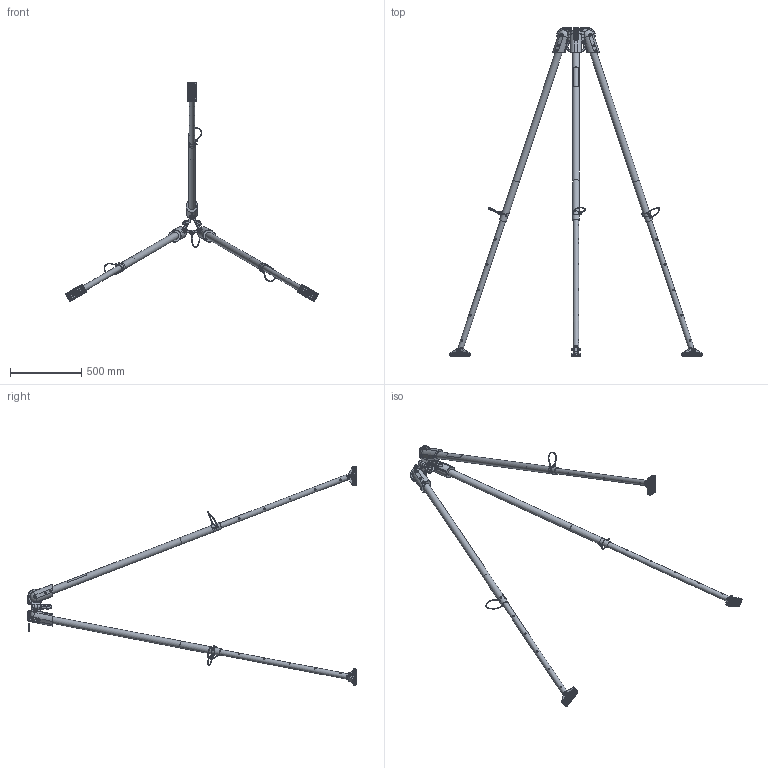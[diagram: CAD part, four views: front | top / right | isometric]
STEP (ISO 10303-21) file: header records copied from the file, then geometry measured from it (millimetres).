
FILE_DESCRIPTION(/* description */ ('GSE230S TRIPOD ASSEMBLY - STANDARD'),/* implementation_level */ '2;1');
FILE_NAME(/* name */ 'GSE230S TRIPOD ASSEMBLY, STANDARD.stp',/* time_stamp */ '2021-08-18T09:59:51+01:00',/* author */ ('Simon.Lewis'),/* organization */ (''),/* preprocessor_version */ 'ST-DEVELOPER v18.1',/* originating_system */ 'Autodesk Inventor 2021',/* authorisation */ '');
FILE_SCHEMA (('AUTOMOTIVE_DESIGN { 1 0 10303 214 3 1 1 }'));
Length unit declared in the file: millimetre
Products named in the file (38): GSE230S; SA230-026; 230-002; 070-13; 230-003; 535-16; 230-009; 230-008; SA230-027; 230-013; 230-032; 230-032 WIRE FOR GSE230 TRIPOD; 210-26; 210-24; 210-25; 230-007; 735-04-1; B200-032; 230-006; 507-10; SA230-025; 230-005; 230-010; 230-011; 230-012; 907-34; 230-004; SA200LAC; 200-15; 230-032_1; 230-032 CRIMP; 230-032 WIRE FOR LAC; D150-162; 200-19; 200-18; D150-05; 230-014; 230-017
Assembly tree (77 placements, depth 5):
  GSE230S
    SA230-026
      230-002  x3
      070-13  x3
      535-16  x6
      230-003  x3
      230-009  x3
      230-008  x2
      SA230-027
        230-013
        D150-162  x2
        230-032
          230-032 CRIMP  x2
          230-032 WIRE FOR GSE230 TRIPOD
      210-26  x2
      210-24  x2
      210-25  x2
      230-007  x3
      735-04-1  x3
      B200-032  x3
      230-006  x3
      507-10  x3
    SA230-025  x3
      230-005
      230-010
      230-011
      230-012
      907-34
      230-004
      SA200LAC
        200-15
        230-032_1
          230-032 CRIMP  x2
          230-032 WIRE FOR LAC
        D150-162
      200-19
      200-18
      D150-05
    230-014  x6
    230-017
Bounding box: 1774.43 x 2308.73 x 1537.24 mm (x, y, z)
Volume: 7585767.4 mm3; surface area: 2634658.7 mm2
Topology: 168 solids, 168 shells, 3009 faces, 7244 edges, 4574 vertices
Faces by surface type: plane 964, cylinder 782, cone 475, bspline 447, torus 267, sphere 74
Full cylindrical faces by diameter (mm): 2 x6, 2.72 x7, 3 x8, 3.141 x3, 3.2 x4, 3.242 x3, 4 x5, 4.3 x3, 4.5 x3, 6.5 x11, 6.8 x3, 7.04 x3, 8 x6, 8.2 x6, 8.376 x3, 8.4 x3, 9 x3, 10 x18, 10.11 x2, 10.2 x21, 10.5 x48, 10.8 x1, 11.9 x1, 12 x9, 12.1 x9, 12.25 x3, 12.5 x3, 13 x6, 13.6 x3, 16 x30
Entity records: 42030 total; most frequent: CARTESIAN_POINT 18883, DIRECTION 4462, ORIENTED_EDGE 4444, EDGE_CURVE 2222, AXIS2_PLACEMENT_3D 1821, VERTEX_POINT 1453, EDGE_LOOP 1119, FACE_OUTER_BOUND 925
